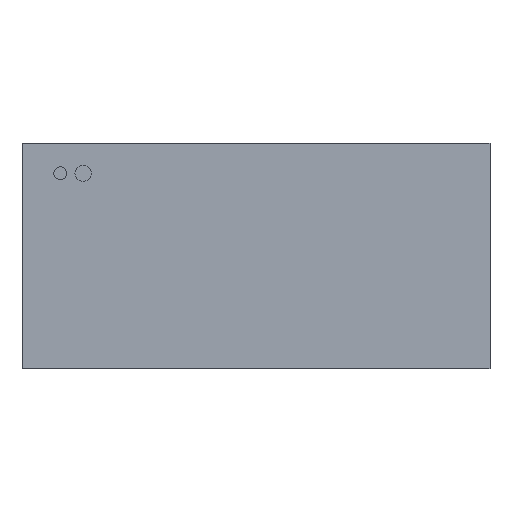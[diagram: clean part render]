
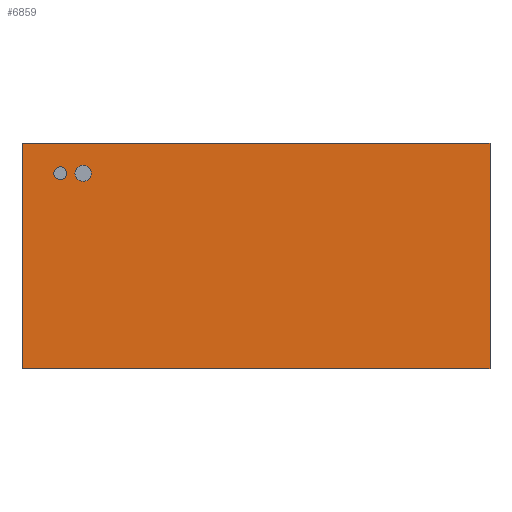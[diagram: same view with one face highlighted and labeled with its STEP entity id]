
A CAD part, front view. The second image highlights one B-rep face of the part: STEP entity #6859.
In plain terms, the highlighted planar face has unit normal (0, -1, 0).
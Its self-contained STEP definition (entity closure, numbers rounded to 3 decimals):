
#90=FACE_BOUND('',#885,.T.);
#91=FACE_BOUND('',#886,.T.);
#113=PLANE('',#7337);
#469=FACE_OUTER_BOUND('',#884,.T.);
#884=EDGE_LOOP('',(#4859,#4860,#4861,#4862));
#885=EDGE_LOOP('',(#4863));
#886=EDGE_LOOP('',(#4864));
#1314=LINE('',#9846,#2184);
#1316=LINE('',#9850,#2186);
#1318=LINE('',#9854,#2188);
#1320=LINE('',#9857,#2190);
#2184=VECTOR('',#7904,10.);
#2186=VECTOR('',#7908,10.);
#2188=VECTOR('',#7912,10.);
#2190=VECTOR('',#7916,10.);
#3036=CIRCLE('',#7321,20.);
#3038=CIRCLE('',#7325,25.);
#3156=VERTEX_POINT('',#9797);
#3158=VERTEX_POINT('',#9804);
#3171=VERTEX_POINT('',#9843);
#3172=VERTEX_POINT('',#9845);
#3173=VERTEX_POINT('',#9849);
#3174=VERTEX_POINT('',#9853);
#3817=EDGE_CURVE('',#3156,#3156,#3036,.T.);
#3820=EDGE_CURVE('',#3158,#3158,#3038,.T.);
#3838=EDGE_CURVE('',#3172,#3171,#1314,.T.);
#3840=EDGE_CURVE('',#3173,#3172,#1316,.T.);
#3842=EDGE_CURVE('',#3174,#3173,#1318,.T.);
#3844=EDGE_CURVE('',#3171,#3174,#1320,.T.);
#4859=ORIENTED_EDGE('',*,*,#3844,.T.);
#4860=ORIENTED_EDGE('',*,*,#3842,.T.);
#4861=ORIENTED_EDGE('',*,*,#3840,.T.);
#4862=ORIENTED_EDGE('',*,*,#3838,.T.);
#4863=ORIENTED_EDGE('',*,*,#3817,.T.);
#4864=ORIENTED_EDGE('',*,*,#3820,.T.);
#6859=ADVANCED_FACE('',(#469,#90,#91),#113,.T.);
#7321=AXIS2_PLACEMENT_3D('',#9799,#7860,#7861);
#7325=AXIS2_PLACEMENT_3D('',#9806,#7869,#7870);
#7337=AXIS2_PLACEMENT_3D('',#9858,#7917,#7918);
#7860=DIRECTION('center_axis',(0.,1.,0.));
#7861=DIRECTION('ref_axis',(1.,0.,0.));
#7869=DIRECTION('center_axis',(0.,1.,0.));
#7870=DIRECTION('ref_axis',(1.,0.,0.));
#7904=DIRECTION('',(1.,0.,0.));
#7908=DIRECTION('',(0.,0.,-1.));
#7912=DIRECTION('',(-1.,0.,0.));
#7916=DIRECTION('',(0.,0.,1.));
#7917=DIRECTION('center_axis',(0.,-1.,0.));
#7918=DIRECTION('ref_axis',(0.,0.,-1.));
#9797=CARTESIAN_POINT('',(-622.,-370.,254.5));
#9799=CARTESIAN_POINT('Origin',(-602.,-370.,254.5));
#9804=CARTESIAN_POINT('',(-557.,-370.,254.5));
#9806=CARTESIAN_POINT('Origin',(-532.,-370.,254.5));
#9843=CARTESIAN_POINT('',(720.,-370.,-347.5));
#9845=CARTESIAN_POINT('',(-720.,-370.,-347.5));
#9846=CARTESIAN_POINT('',(720.,-370.,-347.5));
#9849=CARTESIAN_POINT('',(-720.,-370.,347.5));
#9850=CARTESIAN_POINT('',(-720.,-370.,-347.5));
#9853=CARTESIAN_POINT('',(720.,-370.,347.5));
#9854=CARTESIAN_POINT('',(-720.,-370.,347.5));
#9857=CARTESIAN_POINT('',(720.,-370.,347.5));
#9858=CARTESIAN_POINT('Origin',(0.,-370.,0.));
